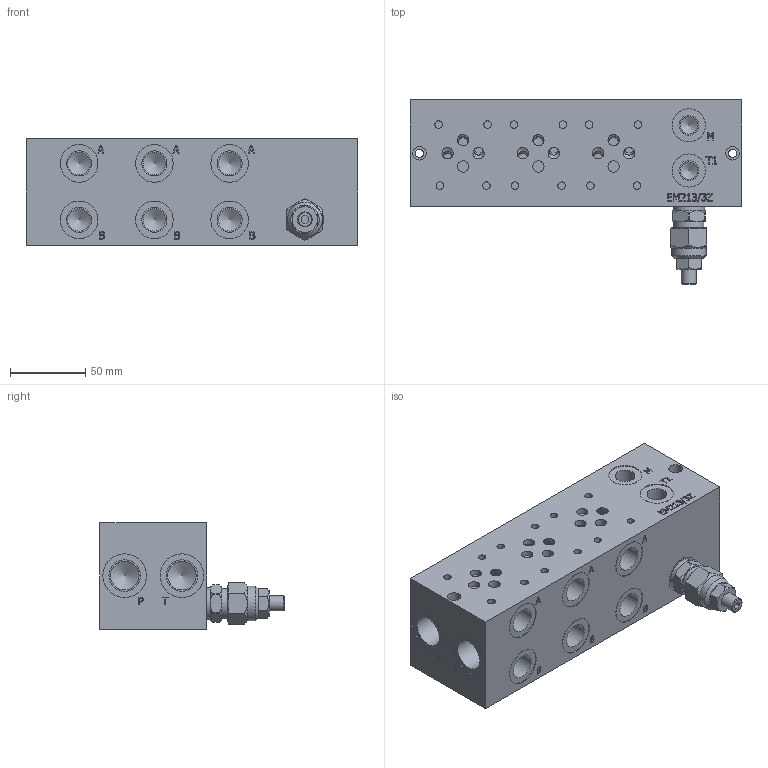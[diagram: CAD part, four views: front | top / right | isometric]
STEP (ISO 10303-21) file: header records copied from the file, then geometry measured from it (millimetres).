
FILE_DESCRIPTION(/* description */ (''),/* implementation_level */ '2;1');
FILE_NAME(/* name */ 'em213_3_z.stp',/* time_stamp */ '2016-05-10T15:59:19+02:00',/* author */ ('Lemoine2'),/* organization */ (''),/* preprocessor_version */ 'ST-DEVELOPER v16.1',/* originating_system */ 'Autodesk Inventor 2016',/* authorisation */ '');
FILE_SCHEMA (('AUTOMOTIVE_DESIGN { 1 0 10303 214 3 1 1 }'));
Length unit declared in the file: millimetre
Products named in the file (1): em213_3_z
Bounding box: 220 x 122.4 x 70.5 mm (x, y, z)
Volume: 1042074 mm3; surface area: 98386 mm2
Topology: 2 solids, 2 shells, 604 faces, 1547 edges, 1041 vertices
Faces by surface type: plane 359, bspline 109, cylinder 88, cone 48
Full cylindrical faces by diameter (mm): 5 x12, 5.5 x2, 6.5 x9, 6.75 x4, 7.5 x12, 8 x4, 9 x2, 10 x1, 11.5 x2, 13.2 x2, 15 x6, 16.662 x6, 19 x4, 20 x2, 20.955 x4, 21 x2, 22 x2, 23 x1, 25 x7, 29 x4
Entity records: 18025 total; most frequent: CARTESIAN_POINT 4917, ORIENTED_EDGE 2736, DIRECTION 2290, EDGE_CURVE 1368, VERTEX_POINT 971, LINE 814, VECTOR 814, EDGE_LOOP 811
